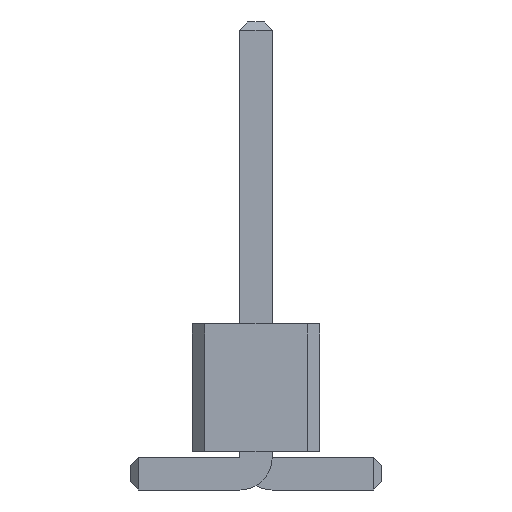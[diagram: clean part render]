
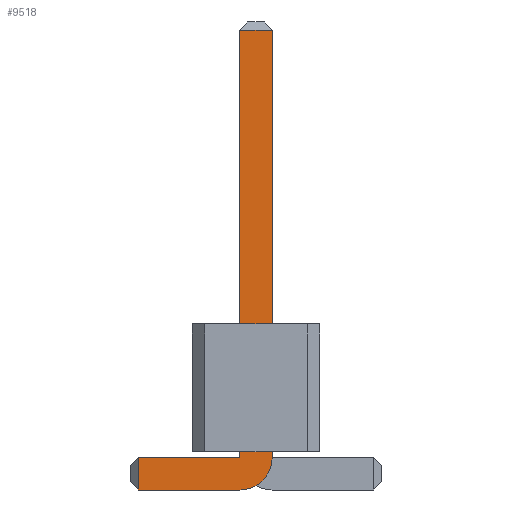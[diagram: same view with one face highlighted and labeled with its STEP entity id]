
A CAD part, front view. The second image highlights one B-rep face of the part: STEP entity #9518.
In plain terms, the highlighted planar face has unit normal (0, -1, 0).
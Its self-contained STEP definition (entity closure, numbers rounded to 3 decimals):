
#56=DIRECTION('',(0.,-1.,0.));
#67=DIRECTION('',(1.,0.,0.));
#2036=VECTOR('',#67,1.);
#2089=DIRECTION('',(-1.,0.,0.));
#4315=VECTOR('',#2089,1.);
#4324=DIRECTION('',(0.,0.,-1.));
#4343=VECTOR('',#4324,1.);
#9348=VECTOR('',#9349,1.);
#9349=DIRECTION('',(0.,0.,1.));
#9371=DIRECTION('',(0.,-1.,0.));
#9372=DIRECTION('',(-1.,0.,0.));
#9379=VERTEX_POINT('',#9380);
#9380=CARTESIAN_POINT('',(-2.34,-43.5,0.));
#9383=ORIENTED_EDGE('',*,*,#9384,.T.);
#9384=EDGE_CURVE('',#9379,#9385,#9387,.T.);
#9385=VERTEX_POINT('',#9386);
#9386=CARTESIAN_POINT('',(-0.32,-43.5,0.));
#9387=LINE('',#9388,#2036);
#9388=CARTESIAN_POINT('',(-2.5,-43.5,0.));
#9420=VERTEX_POINT('',#9421);
#9421=CARTESIAN_POINT('',(0.32,-43.5,0.64));
#9424=EDGE_CURVE('',#9385,#9420,#9425,.T.);
#9425=CIRCLE('',#9426,0.64);
#9426=AXIS2_PLACEMENT_3D('',#9427,#56,#4324);
#9427=CARTESIAN_POINT('',(-0.32,-43.5,0.64));
#9435=VERTEX_POINT('',#9427);
#9437=ORIENTED_EDGE('',*,*,#9438,.T.);
#9438=EDGE_CURVE('',#9435,#9439,#9441,.T.);
#9439=VERTEX_POINT('',#9440);
#9440=CARTESIAN_POINT('',(-2.34,-43.5,0.64));
#9441=LINE('',#9427,#4315);
#9451=ORIENTED_EDGE('',*,*,#9452,.T.);
#9452=EDGE_CURVE('',#9420,#9453,#9455,.T.);
#9453=VERTEX_POINT('',#9454);
#9454=CARTESIAN_POINT('',(0.32,-43.5,9.14));
#9455=LINE('',#9456,#9348);
#9456=CARTESIAN_POINT('',(0.32,-43.5,0.));
#9469=VERTEX_POINT('',#9470);
#9470=CARTESIAN_POINT('',(-0.32,-43.5,9.14));
#9472=ORIENTED_EDGE('',*,*,#9473,.T.);
#9473=EDGE_CURVE('',#9469,#9435,#9474,.T.);
#9474=LINE('',#9475,#4343);
#9475=CARTESIAN_POINT('',(-0.32,-43.5,9.3));
#9518=ADVANCED_FACE('',(#9519),#9528,.T.);
#9519=FACE_BOUND('',#9520,.T.);
#9520=EDGE_LOOP('',(#9383,#9521,#9451,#9522,#9472,#9437,#9525));
#9521=ORIENTED_EDGE('',*,*,#9424,.T.);
#9522=ORIENTED_EDGE('',*,*,#9523,.T.);
#9523=EDGE_CURVE('',#9453,#9469,#9524,.T.);
#9524=LINE('',#9454,#4315);
#9525=ORIENTED_EDGE('',*,*,#9526,.T.);
#9526=EDGE_CURVE('',#9439,#9379,#9527,.T.);
#9527=LINE('',#9440,#4343);
#9528=PLANE('',#9529);
#9529=AXIS2_PLACEMENT_3D('',#9530,#9371,#9372);
#9530=CARTESIAN_POINT('',(-0.311,-43.5,3.871));
